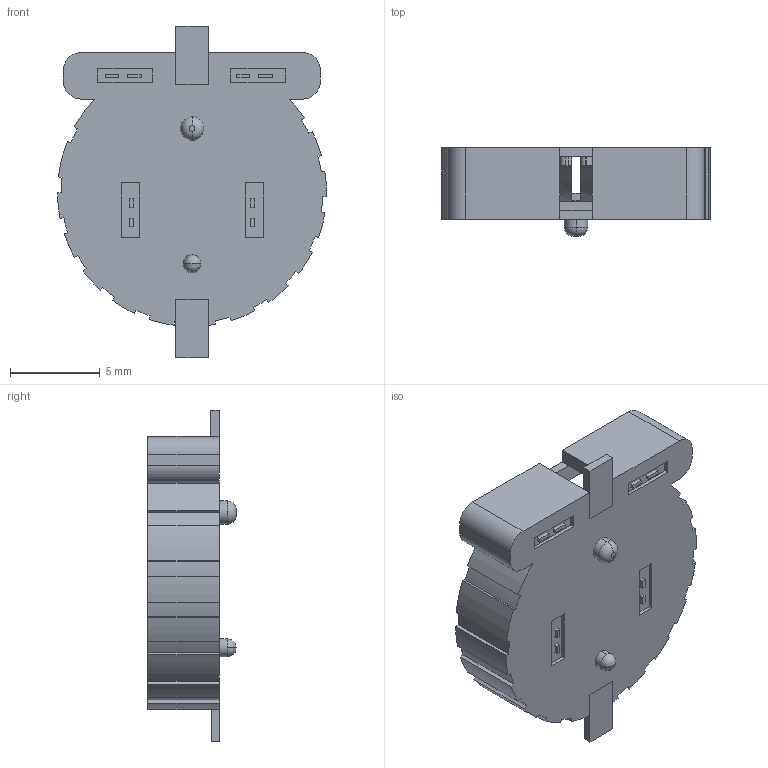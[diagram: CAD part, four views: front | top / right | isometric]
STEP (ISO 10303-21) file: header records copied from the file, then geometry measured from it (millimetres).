
FILE_DESCRIPTION (( 'STEP AP214' ), '1' );
FILE_NAME ('User Library-cr1220.STEP', '2012-04-01T12:42:45', ( 'sysAdmin' ), ( 'SolidWorks' ), 'SwSTEP 2.0', 'SolidWorks 2012', '' );
FILE_SCHEMA (( 'AUTOMOTIVE_DESIGN' ));
Length unit declared in the file: millimetre
Products named in the file (6): User Library-cr1220_PRT0002; User Library-cr1220_CR1220; User Library-cr1220_PRT0001; User Library-cr1220; User Library-cr1220_PRT0003; User Library-cr1220_PRT0004
Assembly tree (6 placements, depth 2):
  User Library-cr1220
    User Library-cr1220_CR1220
    User Library-cr1220_PRT0001  x2
    User Library-cr1220_PRT0002
    User Library-cr1220_PRT0003
    User Library-cr1220_PRT0004
Bounding box: 15 x 4.94 x 18.5 mm (x, y, z)
Volume: 266.5 mm3; surface area: 1070.9 mm2
Topology: 6 solids, 6 shells, 252 faces, 685 edges, 449 vertices
Faces by surface type: plane 181, cylinder 63, bspline 4, torus 2, cone 2
Entity records: 10760 total; most frequent: CARTESIAN_POINT 1573, ORIENTED_EDGE 1332, DIRECTION 1263, EDGE_CURVE 666, VECTOR 525, LINE 525, VERTEX_POINT 439, AXIS2_PLACEMENT_3D 369
